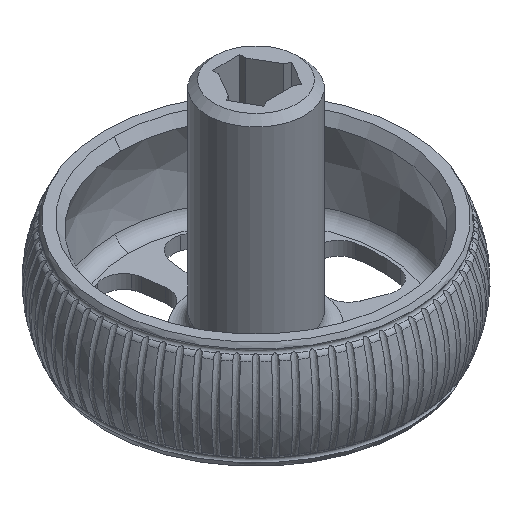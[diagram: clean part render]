
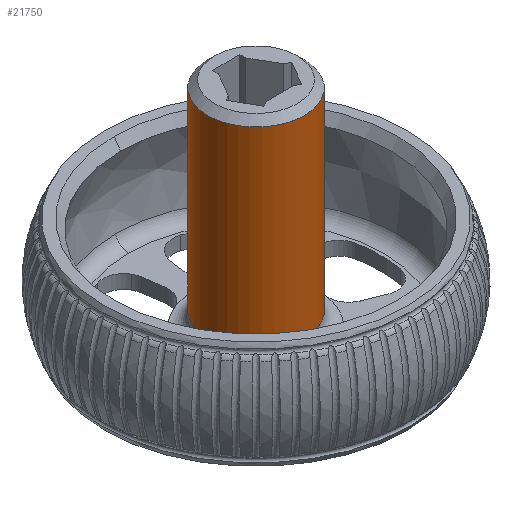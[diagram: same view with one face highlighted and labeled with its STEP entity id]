
A CAD part, isometric view. The second image highlights one B-rep face of the part: STEP entity #21750.
In plain terms, the highlighted cylindrical face has radius 3.5 mm (diameter 7 mm), a partial arc.
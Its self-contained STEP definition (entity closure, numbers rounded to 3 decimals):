
#13550=CARTESIAN_POINT('',(3.5,0.,16.));
#13551=VERTEX_POINT('',#13550);
#13552=CARTESIAN_POINT('',(3.5,0.,2.));
#13553=VERTEX_POINT('',#13552);
#13554=CARTESIAN_POINT('',(3.5,0.,16.));
#13555=DIRECTION('',(-0.,-0.,-1.));
#13556=VECTOR('',#13555,14.);
#13557=LINE('',#13554,#13556);
#13558=EDGE_CURVE('',#13551,#13553,#13557,.T.);
#13560=CARTESIAN_POINT('',(0.,3.5,2.));
#13561=VERTEX_POINT('',#13560);
#13569=CARTESIAN_POINT('',(0.,3.5,16.));
#13570=VERTEX_POINT('',#13569);
#13571=CARTESIAN_POINT('',(0.,3.5,2.));
#13572=DIRECTION('',(0.,0.,1.));
#13573=VECTOR('',#13572,14.);
#13574=LINE('',#13571,#13573);
#13575=EDGE_CURVE('',#13561,#13570,#13574,.T.);
#14823=CARTESIAN_POINT('',(0.,0.,16.));
#14824=DIRECTION('',(0.,0.,-1.));
#14825=DIRECTION('',(0.,1.,0.));
#14826=AXIS2_PLACEMENT_3D('',#14823,#14824,#14825);
#14827=CIRCLE('',#14826,3.5);
#14828=EDGE_CURVE('',#13551,#13570,#14827,.T.);
#21680=CARTESIAN_POINT('',(-3.5,0.,2.));
#21681=VERTEX_POINT('',#21680);
#21689=CARTESIAN_POINT('',(0.,0.,2.));
#21690=DIRECTION('',(-0.,-0.,1.));
#21691=DIRECTION('',(-1.,0.,0.));
#21692=AXIS2_PLACEMENT_3D('',#21689,#21690,#21691);
#21693=CIRCLE('',#21692,3.5);
#21694=EDGE_CURVE('',#13561,#21681,#21693,.T.);
#21732=CARTESIAN_POINT('',(0.,0.,2.3));
#21733=DIRECTION('',(0.,0.,1.));
#21734=DIRECTION('',(1.,0.,-0.));
#21735=AXIS2_PLACEMENT_3D('',#21732,#21733,#21734);
#21736=CYLINDRICAL_SURFACE('',#21735,3.5);
#21737=ORIENTED_EDGE('',*,*,#13558,.F.);
#21738=ORIENTED_EDGE('',*,*,#14828,.T.);
#21739=ORIENTED_EDGE('',*,*,#13575,.F.);
#21740=ORIENTED_EDGE('',*,*,#21694,.T.);
#21741=CARTESIAN_POINT('',(0.,0.,2.));
#21742=DIRECTION('',(-0.,-0.,1.));
#21743=DIRECTION('',(-1.,0.,0.));
#21744=AXIS2_PLACEMENT_3D('',#21741,#21742,#21743);
#21745=CIRCLE('',#21744,3.5);
#21746=EDGE_CURVE('',#21681,#13553,#21745,.T.);
#21747=ORIENTED_EDGE('',*,*,#21746,.T.);
#21748=EDGE_LOOP('',(#21737,#21738,#21739,#21740,#21747));
#21749=FACE_BOUND('',#21748,.T.);
#21750=ADVANCED_FACE('',(#21749),#21736,.T.);
